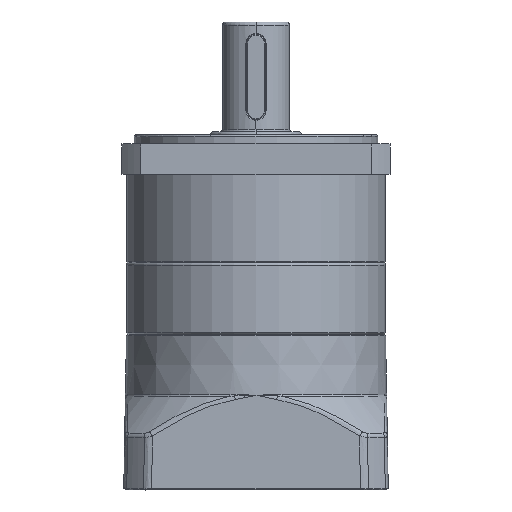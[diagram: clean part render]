
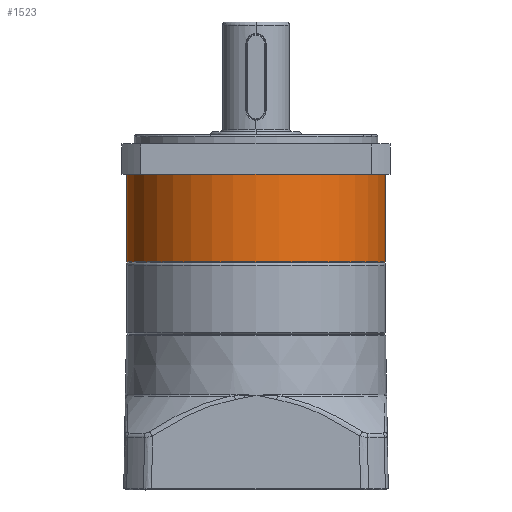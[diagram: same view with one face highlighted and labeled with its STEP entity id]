
A CAD part, front view. The second image highlights one B-rep face of the part: STEP entity #1523.
In plain terms, the highlighted cylindrical face has radius 42.5 mm (diameter 85 mm), a partial arc.
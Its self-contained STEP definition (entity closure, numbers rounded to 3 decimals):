
#176 = DIRECTION ( 'NONE',  ( 0., 0., -1. ) ) ;
#330 = DIRECTION ( 'NONE',  ( -1., 0., 0. ) ) ;
#400 = CARTESIAN_POINT ( 'NONE',  ( 0., 0., 31.5 ) ) ;
#699 = VERTEX_POINT ( 'NONE', #16418 ) ;
#1523 = ADVANCED_FACE ( 'NONE', ( #17415 ), #25086, .T. ) ;
#2947 = VECTOR ( 'NONE', #18996, 1000. ) ;
#4085 = CARTESIAN_POINT ( 'NONE',  ( 42.5, 0., 31.5 ) ) ;
#4760 = AXIS2_PLACEMENT_3D ( 'NONE', #400, #176, #330 ) ;
#4933 = CARTESIAN_POINT ( 'NONE',  ( -42.5, 0., 31.5 ) ) ;
#5543 = ORIENTED_EDGE ( 'NONE', *, *, #16515, .T. ) ;
#5623 = AXIS2_PLACEMENT_3D ( 'NONE', #11890, #11855, #11791 ) ;
#6035 = DIRECTION ( 'NONE',  ( 0., 0., -1. ) ) ;
#8286 = DIRECTION ( 'NONE',  ( 0., 0., -1. ) ) ;
#8916 = ORIENTED_EDGE ( 'NONE', *, *, #31512, .T. ) ;
#9865 = AXIS2_PLACEMENT_3D ( 'NONE', #23366, #8286, #25987 ) ;
#10882 = EDGE_CURVE ( 'NONE', #699, #10900, #17589, .T. ) ;
#10900 = VERTEX_POINT ( 'NONE', #31910 ) ;
#11791 = DIRECTION ( 'NONE',  ( -1., 0., 0. ) ) ;
#11855 = DIRECTION ( 'NONE',  ( 0., 0., 1. ) ) ;
#11890 = CARTESIAN_POINT ( 'NONE',  ( 0., 0., 2.9 ) ) ;
#13977 = CARTESIAN_POINT ( 'NONE',  ( -42.5, 0., 2.9 ) ) ;
#14030 = VERTEX_POINT ( 'NONE', #23997 ) ;
#14532 = EDGE_LOOP ( 'NONE', ( #15339, #18250, #8916, #5543, #19404 ) ) ;
#15339 = ORIENTED_EDGE ( 'NONE', *, *, #29119, .F. ) ;
#16418 = CARTESIAN_POINT ( 'NONE',  ( 0., -42.5, 2.9 ) ) ;
#16515 = EDGE_CURVE ( 'NONE', #29108, #699, #27650, .T. ) ;
#17415 = FACE_OUTER_BOUND ( 'NONE', #14532, .T. ) ;
#17589 = CIRCLE ( 'NONE', #28342, 42.5 ) ;
#18250 = ORIENTED_EDGE ( 'NONE', *, *, #28746, .T. ) ;
#18996 = DIRECTION ( 'NONE',  ( 0., 0., -1. ) ) ;
#19404 = ORIENTED_EDGE ( 'NONE', *, *, #10882, .T. ) ;
#19762 = LINE ( 'NONE', #21047, #20589 ) ;
#20399 = LINE ( 'NONE', #4085, #2947 ) ;
#20589 = VECTOR ( 'NONE', #6035, 1000. ) ;
#20911 = CIRCLE ( 'NONE', #9865, 42.5 ) ;
#21047 = CARTESIAN_POINT ( 'NONE',  ( -42.5, 0., 31.5 ) ) ;
#21332 = DIRECTION ( 'NONE',  ( 0., 0., 1. ) ) ;
#21361 = VERTEX_POINT ( 'NONE', #4933 ) ;
#21413 = CARTESIAN_POINT ( 'NONE',  ( 0., 0., 2.9 ) ) ;
#23366 = CARTESIAN_POINT ( 'NONE',  ( 0., 0., 31.5 ) ) ;
#23997 = CARTESIAN_POINT ( 'NONE',  ( 42.5, 0., 31.5 ) ) ;
#24113 = DIRECTION ( 'NONE',  ( -1., 0., 0. ) ) ;
#25086 = CYLINDRICAL_SURFACE ( 'NONE', #4760, 42.5 ) ;
#25987 = DIRECTION ( 'NONE',  ( -1., 0., 0. ) ) ;
#27650 = CIRCLE ( 'NONE', #5623, 42.5 ) ;
#28342 = AXIS2_PLACEMENT_3D ( 'NONE', #21413, #21332, #24113 ) ;
#28746 = EDGE_CURVE ( 'NONE', #14030, #21361, #20911, .T. ) ;
#29108 = VERTEX_POINT ( 'NONE', #13977 ) ;
#29119 = EDGE_CURVE ( 'NONE', #14030, #10900, #20399, .T. ) ;
#31512 = EDGE_CURVE ( 'NONE', #21361, #29108, #19762, .T. ) ;
#31910 = CARTESIAN_POINT ( 'NONE',  ( 42.5, 0., 2.9 ) ) ;
